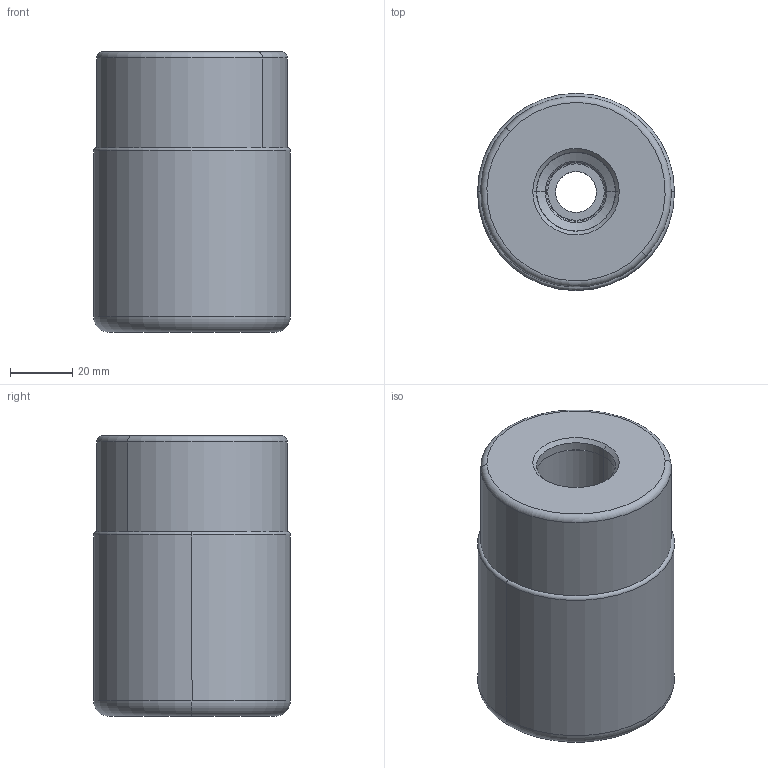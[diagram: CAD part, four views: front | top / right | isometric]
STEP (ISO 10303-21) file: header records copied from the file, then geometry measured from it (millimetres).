
FILE_DESCRIPTION(/* description */ (''),/* implementation_level */ '2;1');
FILE_NAME(/* name */ 'VFX6UR2504CA23_IR0_197.stp',/* time_stamp */ '2021-02-02T08:25:08+09:00',/* author */ (''),/* organization */ (''),/* preprocessor_version */ 'ST-DEVELOPER v16',/* originating_system */ 'SIEMENS PLM Software NX 10.0',/* authorisation */ '');
FILE_SCHEMA (('AUTOMOTIVE_DESIGN { 1 0 10303 214 3 1 1 1 }'));
Length unit declared in the file: millimetre
Products named in the file (1): VFX6UR2504CA23_IR0_197_ASM
Bounding box: 63.5 x 63.5 x 90.4 mm (x, y, z)
Volume: 318700.6 mm3; surface area: 50730.9 mm2
Topology: 2 solids, 2 shells, 69 faces, 181 edges, 131 vertices
Faces by surface type: torus 20, cylinder 20, cone 16, plane 7, revolution 6
Entity records: 2965 total; most frequent: CARTESIAN_POINT 1018, DIRECTION 454, ORIENTED_EDGE 344, AXIS2_PLACEMENT_3D 204, EDGE_CURVE 172, CIRCLE 130, VERTEX_POINT 110, EDGE_LOOP 76
